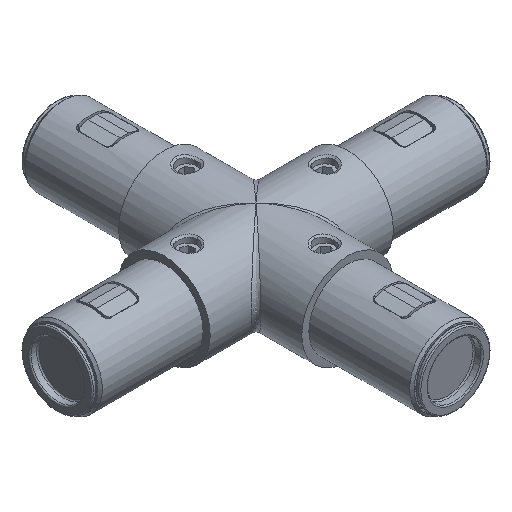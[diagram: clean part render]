
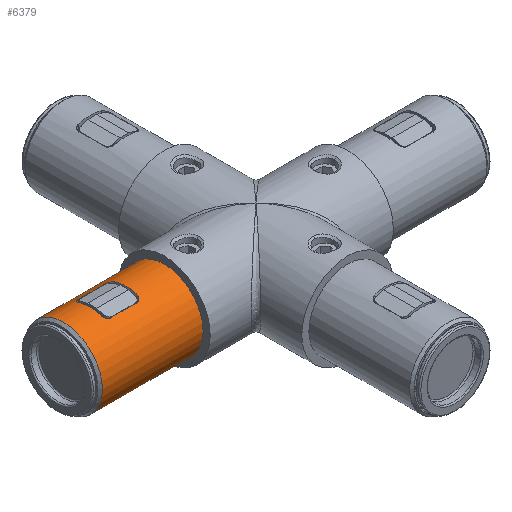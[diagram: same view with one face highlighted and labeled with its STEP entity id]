
A CAD part, isometric view. The second image highlights one B-rep face of the part: STEP entity #6379.
In plain terms, the highlighted cylindrical face has radius 16.9 mm (diameter 33.8 mm), a full revolution.
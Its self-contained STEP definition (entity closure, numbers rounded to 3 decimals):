
#387=ELLIPSE('',#6849,17.496,16.9);
#388=ELLIPSE('',#6852,17.496,16.9);
#497=CIRCLE('',#6825,16.9);
#507=CIRCLE('',#6848,16.9);
#508=CIRCLE('',#6850,16.9);
#509=CIRCLE('',#6851,16.9);
#763=CYLINDRICAL_SURFACE('',#6847,16.9);
#859=FACE_OUTER_BOUND('',#1267,.T.);
#1267=EDGE_LOOP('',(#4559,#4560,#4561,#4562,#4563,#4564,#4565,#4566,#4567,
#4568,#4569,#4570,#4571,#4572,#4573,#4574));
#1715=LINE('',#12266,#2247);
#1716=LINE('',#12281,#2248);
#1717=LINE('',#12295,#2249);
#1718=LINE('',#12310,#2250);
#2247=VECTOR('',#7637,16.9);
#2248=VECTOR('',#7640,1000.);
#2249=VECTOR('',#7643,16.9);
#2250=VECTOR('',#7646,1000.);
#2779=B_SPLINE_CURVE_WITH_KNOTS('',3,(#12270,#12271,#12272,#12273,#12274,
#12275,#12276,#12277,#12278,#12279),.UNSPECIFIED.,.F.,.F.,(4,2,2,2,4),(-0.952,
-0.87,-0.787,-0.706,-0.625),
 .UNSPECIFIED.);
#2780=B_SPLINE_CURVE_WITH_KNOTS('',3,(#12283,#12284,#12285,#12286,#12287,
#12288,#12289,#12290,#12291,#12292),.UNSPECIFIED.,.F.,.F.,(4,2,2,2,4),(-1.236,
-1.16,-1.085,-1.004,-0.924),
 .UNSPECIFIED.);
#2781=B_SPLINE_CURVE_WITH_KNOTS('',3,(#12299,#12300,#12301,#12302,#12303,
#12304,#12305,#12306,#12307,#12308),.UNSPECIFIED.,.F.,.F.,(4,2,2,2,4),(-0.929,
-0.849,-0.769,-0.693,-0.618),
 .UNSPECIFIED.);
#2782=B_SPLINE_CURVE_WITH_KNOTS('',3,(#12312,#12313,#12314,#12315,#12316,
#12317,#12318,#12319,#12320,#12321),.UNSPECIFIED.,.F.,.F.,(4,2,2,2,4),(-1.258,
-1.177,-1.096,-1.014,-0.931),
 .UNSPECIFIED.);
#2875=VERTEX_POINT('',#11783);
#2891=VERTEX_POINT('',#12263);
#2892=VERTEX_POINT('',#12265);
#2893=VERTEX_POINT('',#12267);
#2894=VERTEX_POINT('',#12269);
#2895=VERTEX_POINT('',#12280);
#2896=VERTEX_POINT('',#12282);
#2897=VERTEX_POINT('',#12293);
#2898=VERTEX_POINT('',#12296);
#2899=VERTEX_POINT('',#12298);
#2900=VERTEX_POINT('',#12309);
#2901=VERTEX_POINT('',#12311);
#3510=EDGE_CURVE('',#2875,#2875,#497,.T.);
#3551=EDGE_CURVE('',#2891,#2891,#507,.T.);
#3552=EDGE_CURVE('',#2891,#2892,#1715,.T.);
#3553=EDGE_CURVE('',#2893,#2892,#387,.T.);
#3554=EDGE_CURVE('',#2893,#2894,#2779,.T.);
#3555=EDGE_CURVE('',#2895,#2894,#1716,.T.);
#3556=EDGE_CURVE('',#2895,#2896,#2780,.T.);
#3557=EDGE_CURVE('',#2897,#2896,#508,.T.);
#3558=EDGE_CURVE('',#2897,#2875,#1717,.T.);
#3559=EDGE_CURVE('',#2898,#2897,#509,.T.);
#3560=EDGE_CURVE('',#2898,#2899,#2781,.T.);
#3561=EDGE_CURVE('',#2900,#2899,#1718,.T.);
#3562=EDGE_CURVE('',#2900,#2901,#2782,.T.);
#3563=EDGE_CURVE('',#2892,#2901,#388,.T.);
#4559=ORIENTED_EDGE('',*,*,#3551,.T.);
#4560=ORIENTED_EDGE('',*,*,#3552,.T.);
#4561=ORIENTED_EDGE('',*,*,#3553,.F.);
#4562=ORIENTED_EDGE('',*,*,#3554,.T.);
#4563=ORIENTED_EDGE('',*,*,#3555,.F.);
#4564=ORIENTED_EDGE('',*,*,#3556,.T.);
#4565=ORIENTED_EDGE('',*,*,#3557,.F.);
#4566=ORIENTED_EDGE('',*,*,#3558,.T.);
#4567=ORIENTED_EDGE('',*,*,#3510,.T.);
#4568=ORIENTED_EDGE('',*,*,#3558,.F.);
#4569=ORIENTED_EDGE('',*,*,#3559,.F.);
#4570=ORIENTED_EDGE('',*,*,#3560,.T.);
#4571=ORIENTED_EDGE('',*,*,#3561,.F.);
#4572=ORIENTED_EDGE('',*,*,#3562,.T.);
#4573=ORIENTED_EDGE('',*,*,#3563,.F.);
#4574=ORIENTED_EDGE('',*,*,#3552,.F.);
#6379=ADVANCED_FACE('',(#859),#763,.T.);
#6825=AXIS2_PLACEMENT_3D('',#11784,#7576,#7577);
#6847=AXIS2_PLACEMENT_3D('',#12262,#7633,#7634);
#6848=AXIS2_PLACEMENT_3D('',#12264,#7635,#7636);
#6849=AXIS2_PLACEMENT_3D('',#12268,#7638,#7639);
#6850=AXIS2_PLACEMENT_3D('',#12294,#7641,#7642);
#6851=AXIS2_PLACEMENT_3D('',#12297,#7644,#7645);
#6852=AXIS2_PLACEMENT_3D('',#12322,#7647,#7648);
#7576=DIRECTION('center_axis',(1.,0.,0.));
#7577=DIRECTION('ref_axis',(0.,0.,1.));
#7633=DIRECTION('center_axis',(1.,0.,0.));
#7634=DIRECTION('ref_axis',(0.,0.,-1.));
#7635=DIRECTION('center_axis',(-1.,0.,0.));
#7636=DIRECTION('ref_axis',(0.,0.,-1.));
#7637=DIRECTION('',(-1.,0.,0.));
#7638=DIRECTION('center_axis',(-0.966,0.,
0.259));
#7639=DIRECTION('ref_axis',(0.259,0.,0.966));
#7640=DIRECTION('',(1.,0.,0.));
#7641=DIRECTION('center_axis',(1.,0.,0.));
#7642=DIRECTION('ref_axis',(0.,0.,-1.));
#7643=DIRECTION('',(-1.,0.,0.));
#7644=DIRECTION('center_axis',(1.,0.,0.));
#7645=DIRECTION('ref_axis',(0.,0.,-1.));
#7646=DIRECTION('',(-1.,0.,0.));
#7647=DIRECTION('center_axis',(-0.966,0.,
0.259));
#7648=DIRECTION('ref_axis',(0.259,0.,0.966));
#11783=CARTESIAN_POINT('',(-124.188,-7.395,43.131));
#11784=CARTESIAN_POINT('Origin',(-124.188,-7.395,26.231));
#12262=CARTESIAN_POINT('Origin',(-125.188,-7.395,26.231));
#12263=CARTESIAN_POINT('',(-80.188,-7.395,43.131));
#12264=CARTESIAN_POINT('Origin',(-80.188,-7.395,26.231));
#12265=CARTESIAN_POINT('',(-96.863,-7.395,43.131));
#12266=CARTESIAN_POINT('',(-125.188,-7.395,43.131));
#12267=CARTESIAN_POINT('',(-97.066,-12.395,42.374));
#12268=CARTESIAN_POINT('Origin',(-101.391,-7.395,26.231));
#12269=CARTESIAN_POINT('',(-99.34,-14.395,41.613));
#12270=CARTESIAN_POINT('Ctrl Pts',(-97.066,-12.395,
42.374));
#12271=CARTESIAN_POINT('Ctrl Pts',(-97.087,-12.656,
42.294));
#12272=CARTESIAN_POINT('Ctrl Pts',(-97.167,-12.926,
42.202));
#12273=CARTESIAN_POINT('Ctrl Pts',(-97.428,-13.416,
42.024));
#12274=CARTESIAN_POINT('Ctrl Pts',(-97.609,-13.636,
41.938));
#12275=CARTESIAN_POINT('Ctrl Pts',(-98.006,-13.982,41.796));
#12276=CARTESIAN_POINT('Ctrl Pts',(-98.25,-14.135,
41.729));
#12277=CARTESIAN_POINT('Ctrl Pts',(-98.782,-14.341,41.638));
#12278=CARTESIAN_POINT('Ctrl Pts',(-99.069,-14.395,
41.613));
#12279=CARTESIAN_POINT('Ctrl Pts',(-99.34,-14.395,41.613));
#12280=CARTESIAN_POINT('',(-110.688,-14.395,41.613));
#12281=CARTESIAN_POINT('',(-125.188,-14.395,41.613));
#12282=CARTESIAN_POINT('',(-112.688,-12.395,42.374));
#12283=CARTESIAN_POINT('Ctrl Pts',(-110.688,-14.395,
41.613));
#12284=CARTESIAN_POINT('Ctrl Pts',(-110.939,-14.395,41.613));
#12285=CARTESIAN_POINT('Ctrl Pts',(-111.205,-14.345,41.636));
#12286=CARTESIAN_POINT('Ctrl Pts',(-111.691,-14.146,
41.725));
#12287=CARTESIAN_POINT('Ctrl Pts',(-111.911,-13.996,
41.789));
#12288=CARTESIAN_POINT('Ctrl Pts',(-112.268,-13.648,
41.933));
#12289=CARTESIAN_POINT('Ctrl Pts',(-112.426,-13.421,42.022));
#12290=CARTESIAN_POINT('Ctrl Pts',(-112.636,-12.923,
42.204));
#12291=CARTESIAN_POINT('Ctrl Pts',(-112.688,-12.651,
42.295));
#12292=CARTESIAN_POINT('Ctrl Pts',(-112.688,-12.395,
42.374));
#12293=CARTESIAN_POINT('',(-112.688,-7.395,43.131));
#12294=CARTESIAN_POINT('Origin',(-112.688,-7.395,26.231));
#12295=CARTESIAN_POINT('',(-125.188,-7.395,43.131));
#12296=CARTESIAN_POINT('',(-112.688,-2.395,42.374));
#12297=CARTESIAN_POINT('Origin',(-112.688,-7.395,26.231));
#12298=CARTESIAN_POINT('',(-110.688,-0.395,41.613));
#12299=CARTESIAN_POINT('Ctrl Pts',(-112.688,-2.395,
42.374));
#12300=CARTESIAN_POINT('Ctrl Pts',(-112.688,-2.14,
42.295));
#12301=CARTESIAN_POINT('Ctrl Pts',(-112.636,-1.868,
42.204));
#12302=CARTESIAN_POINT('Ctrl Pts',(-112.426,-1.37,
42.022));
#12303=CARTESIAN_POINT('Ctrl Pts',(-112.268,-1.143,
41.933));
#12304=CARTESIAN_POINT('Ctrl Pts',(-111.911,-0.795,
41.789));
#12305=CARTESIAN_POINT('Ctrl Pts',(-111.691,-0.645,
41.725));
#12306=CARTESIAN_POINT('Ctrl Pts',(-111.205,-0.446,
41.636));
#12307=CARTESIAN_POINT('Ctrl Pts',(-110.939,-0.395,41.613));
#12308=CARTESIAN_POINT('Ctrl Pts',(-110.688,-0.395,
41.613));
#12309=CARTESIAN_POINT('',(-99.34,-0.395,41.613));
#12310=CARTESIAN_POINT('',(-125.188,-0.395,41.613));
#12311=CARTESIAN_POINT('',(-97.066,-2.395,42.374));
#12312=CARTESIAN_POINT('Ctrl Pts',(-99.34,-0.395,
41.613));
#12313=CARTESIAN_POINT('Ctrl Pts',(-99.07,-0.395,
41.613));
#12314=CARTESIAN_POINT('Ctrl Pts',(-98.784,-0.449,
41.638));
#12315=CARTESIAN_POINT('Ctrl Pts',(-98.254,-0.654,
41.728));
#12316=CARTESIAN_POINT('Ctrl Pts',(-98.011,-0.805,
41.794));
#12317=CARTESIAN_POINT('Ctrl Pts',(-97.613,-1.15,
41.936));
#12318=CARTESIAN_POINT('Ctrl Pts',(-97.431,-1.371,
42.023));
#12319=CARTESIAN_POINT('Ctrl Pts',(-97.168,-1.863,
42.202));
#12320=CARTESIAN_POINT('Ctrl Pts',(-97.087,-2.134,
42.293));
#12321=CARTESIAN_POINT('Ctrl Pts',(-97.066,-2.395,
42.374));
#12322=CARTESIAN_POINT('Origin',(-101.391,-7.395,26.231));
